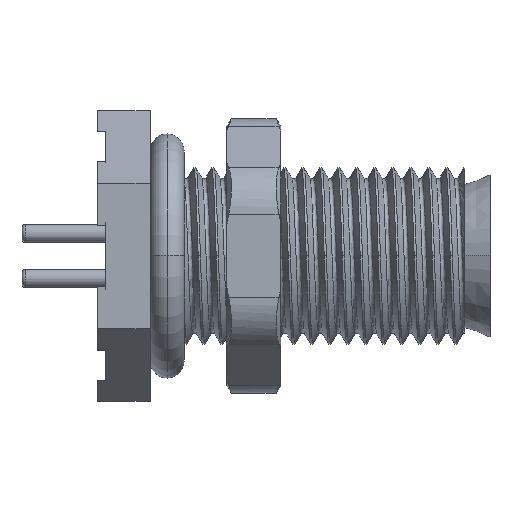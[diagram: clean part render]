
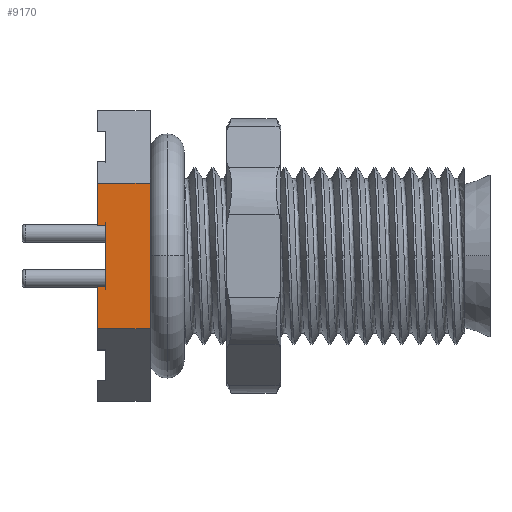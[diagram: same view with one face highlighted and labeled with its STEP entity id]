
A CAD part, top view. The second image highlights one B-rep face of the part: STEP entity #9170.
In plain terms, the highlighted face is planar.
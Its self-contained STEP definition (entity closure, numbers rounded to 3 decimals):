
#4036 = PLANE('',#4037);
#4037 = AXIS2_PLACEMENT_3D('',#4038,#4039,#4040);
#4038 = CARTESIAN_POINT('',(8.74,0.,0.));
#4039 = DIRECTION('',(1.,0.,0.));
#4040 = DIRECTION('',(0.,0.,-1.));
#6040 = PLANE('',#6041);
#6041 = AXIS2_PLACEMENT_3D('',#6042,#6043,#6044);
#6042 = CARTESIAN_POINT('',(9.97,0.,0.));
#6043 = DIRECTION('',(1.,0.,0.));
#6044 = DIRECTION('',(0.,0.,-1.));
#6154 = VERTEX_POINT('',#6155);
#6155 = CARTESIAN_POINT('',(10.2,0.843,-3.5));
#6165 = PLANE('',#6166);
#6166 = AXIS2_PLACEMENT_3D('',#6167,#6168,#6169);
#6167 = CARTESIAN_POINT('',(10.2,0.,0.));
#6168 = DIRECTION('',(1.,0.,0.));
#6169 = DIRECTION('',(0.,0.,-1.));
#6177 = CYLINDRICAL_SURFACE('',#6178,3.6);
#6178 = AXIS2_PLACEMENT_3D('',#6179,#6180,#6181);
#6179 = CARTESIAN_POINT('',(9.97,0.,0.));
#6180 = DIRECTION('',(1.,0.,0.));
#6181 = DIRECTION('',(0.,0.,-1.));
#6189 = EDGE_CURVE('',#6154,#6190,#6192,.T.);
#6190 = VERTEX_POINT('',#6191);
#6191 = CARTESIAN_POINT('',(10.2,2.021,-3.5));
#6192 = SURFACE_CURVE('',#6193,(#6197,#6204),.PCURVE_S1.);
#6193 = LINE('',#6194,#6195);
#6194 = CARTESIAN_POINT('',(10.2,-2.021,-3.5));
#6195 = VECTOR('',#6196,1.);
#6196 = DIRECTION('',(0.,1.,0.));
#6197 = PCURVE('',#6165,#6198);
#6198 = DEFINITIONAL_REPRESENTATION('',(#6199),#6203);
#6199 = LINE('',#6200,#6201);
#6200 = CARTESIAN_POINT('',(3.5,-2.021));
#6201 = VECTOR('',#6202,1.);
#6202 = DIRECTION('',(0.,1.));
#6203 = ( GEOMETRIC_REPRESENTATION_CONTEXT(2) 
PARAMETRIC_REPRESENTATION_CONTEXT() REPRESENTATION_CONTEXT('2D SPACE',''
  ) );
#6204 = PCURVE('',#6205,#6210);
#6205 = PLANE('',#6206);
#6206 = AXIS2_PLACEMENT_3D('',#6207,#6208,#6209);
#6207 = CARTESIAN_POINT('',(8.74,-2.021,-3.5));
#6208 = DIRECTION('',(0.,0.,-1.));
#6209 = DIRECTION('',(0.,1.,0.));
#6210 = DEFINITIONAL_REPRESENTATION('',(#6211),#6215);
#6211 = LINE('',#6212,#6213);
#6212 = CARTESIAN_POINT('',(0.,1.46));
#6213 = VECTOR('',#6214,1.);
#6214 = DIRECTION('',(1.,0.));
#6215 = ( GEOMETRIC_REPRESENTATION_CONTEXT(2) 
PARAMETRIC_REPRESENTATION_CONTEXT() REPRESENTATION_CONTEXT('2D SPACE',''
  ) );
#6231 = PLANE('',#6232);
#6232 = AXIS2_PLACEMENT_3D('',#6233,#6234,#6235);
#6233 = CARTESIAN_POINT('',(8.74,2.021,-3.5));
#6234 = DIRECTION('',(0.,0.866,-0.5));
#6235 = DIRECTION('',(0.,0.5,0.866));
#6583 = PLANE('',#6584);
#6584 = AXIS2_PLACEMENT_3D('',#6585,#6586,#6587);
#6585 = CARTESIAN_POINT('',(8.74,-4.041,0.));
#6586 = DIRECTION('',(0.,-0.866,-0.5));
#6587 = DIRECTION('',(0.,0.5,-0.866));
#8821 = VERTEX_POINT('',#8822);
#8822 = CARTESIAN_POINT('',(10.2,-0.843,-3.5));
#8830 = PLANE('',#8831);
#8831 = AXIS2_PLACEMENT_3D('',#8832,#8833,#8834);
#8832 = CARTESIAN_POINT('',(10.2,0.,0.));
#8833 = DIRECTION('',(1.,0.,0.));
#8834 = DIRECTION('',(0.,0.,-1.));
#8842 = CYLINDRICAL_SURFACE('',#8843,3.6);
#8843 = AXIS2_PLACEMENT_3D('',#8844,#8845,#8846);
#8844 = CARTESIAN_POINT('',(9.97,0.,0.));
#8845 = DIRECTION('',(1.,0.,0.));
#8846 = DIRECTION('',(0.,0.,-1.));
#8855 = VERTEX_POINT('',#8856);
#8856 = CARTESIAN_POINT('',(10.2,-2.021,-3.5));
#8877 = EDGE_CURVE('',#8855,#8821,#8878,.T.);
#8878 = SURFACE_CURVE('',#8879,(#8883,#8890),.PCURVE_S1.);
#8879 = LINE('',#8880,#8881);
#8880 = CARTESIAN_POINT('',(10.2,-2.021,-3.5));
#8881 = VECTOR('',#8882,1.);
#8882 = DIRECTION('',(0.,1.,0.));
#8883 = PCURVE('',#8830,#8884);
#8884 = DEFINITIONAL_REPRESENTATION('',(#8885),#8889);
#8885 = LINE('',#8886,#8887);
#8886 = CARTESIAN_POINT('',(3.5,-2.021));
#8887 = VECTOR('',#8888,1.);
#8888 = DIRECTION('',(0.,1.));
#8889 = ( GEOMETRIC_REPRESENTATION_CONTEXT(2) 
PARAMETRIC_REPRESENTATION_CONTEXT() REPRESENTATION_CONTEXT('2D SPACE',''
  ) );
#8890 = PCURVE('',#6205,#8891);
#8891 = DEFINITIONAL_REPRESENTATION('',(#8892),#8896);
#8892 = LINE('',#8893,#8894);
#8893 = CARTESIAN_POINT('',(0.,1.46));
#8894 = VECTOR('',#8895,1.);
#8895 = DIRECTION('',(1.,0.));
#8896 = ( GEOMETRIC_REPRESENTATION_CONTEXT(2) 
PARAMETRIC_REPRESENTATION_CONTEXT() REPRESENTATION_CONTEXT('2D SPACE',''
  ) );
#8913 = VERTEX_POINT('',#8914);
#8914 = CARTESIAN_POINT('',(8.74,2.021,-3.5));
#8937 = EDGE_CURVE('',#8938,#8913,#8940,.T.);
#8938 = VERTEX_POINT('',#8939);
#8939 = CARTESIAN_POINT('',(8.74,-2.021,-3.5));
#8940 = SURFACE_CURVE('',#8941,(#8945,#8952),.PCURVE_S1.);
#8941 = LINE('',#8942,#8943);
#8942 = CARTESIAN_POINT('',(8.74,-2.021,-3.5));
#8943 = VECTOR('',#8944,1.);
#8944 = DIRECTION('',(0.,1.,0.));
#8945 = PCURVE('',#4036,#8946);
#8946 = DEFINITIONAL_REPRESENTATION('',(#8947),#8951);
#8947 = LINE('',#8948,#8949);
#8948 = CARTESIAN_POINT('',(3.5,-2.021));
#8949 = VECTOR('',#8950,1.);
#8950 = DIRECTION('',(0.,1.));
#8951 = ( GEOMETRIC_REPRESENTATION_CONTEXT(2) 
PARAMETRIC_REPRESENTATION_CONTEXT() REPRESENTATION_CONTEXT('2D SPACE',''
  ) );
#8952 = PCURVE('',#6205,#8953);
#8953 = DEFINITIONAL_REPRESENTATION('',(#8954),#8958);
#8954 = LINE('',#8955,#8956);
#8955 = CARTESIAN_POINT('',(0.,0.));
#8956 = VECTOR('',#8957,1.);
#8957 = DIRECTION('',(1.,0.));
#8958 = ( GEOMETRIC_REPRESENTATION_CONTEXT(2) 
PARAMETRIC_REPRESENTATION_CONTEXT() REPRESENTATION_CONTEXT('2D SPACE',''
  ) );
#9127 = EDGE_CURVE('',#8913,#6190,#9128,.T.);
#9128 = SURFACE_CURVE('',#9129,(#9133,#9140),.PCURVE_S1.);
#9129 = LINE('',#9130,#9131);
#9130 = CARTESIAN_POINT('',(8.74,2.021,-3.5));
#9131 = VECTOR('',#9132,1.);
#9132 = DIRECTION('',(1.,0.,0.));
#9133 = PCURVE('',#6231,#9134);
#9134 = DEFINITIONAL_REPRESENTATION('',(#9135),#9139);
#9135 = LINE('',#9136,#9137);
#9136 = CARTESIAN_POINT('',(0.,0.));
#9137 = VECTOR('',#9138,1.);
#9138 = DIRECTION('',(0.,1.));
#9139 = ( GEOMETRIC_REPRESENTATION_CONTEXT(2) 
PARAMETRIC_REPRESENTATION_CONTEXT() REPRESENTATION_CONTEXT('2D SPACE',''
  ) );
#9140 = PCURVE('',#6205,#9141);
#9141 = DEFINITIONAL_REPRESENTATION('',(#9142),#9146);
#9142 = LINE('',#9143,#9144);
#9143 = CARTESIAN_POINT('',(4.041,0.));
#9144 = VECTOR('',#9145,1.);
#9145 = DIRECTION('',(0.,1.));
#9146 = ( GEOMETRIC_REPRESENTATION_CONTEXT(2) 
PARAMETRIC_REPRESENTATION_CONTEXT() REPRESENTATION_CONTEXT('2D SPACE',''
  ) );
#9170 = ADVANCED_FACE('',(#9171),#6205,.T.);
#9171 = FACE_BOUND('',#9172,.T.);
#9172 = EDGE_LOOP('',(#9173,#9196,#9219,#9240,#9241,#9262,#9263,#9264));
#9173 = ORIENTED_EDGE('',*,*,#9174,.F.);
#9174 = EDGE_CURVE('',#9175,#6154,#9177,.T.);
#9175 = VERTEX_POINT('',#9176);
#9176 = CARTESIAN_POINT('',(9.97,0.843,-3.5));
#9177 = SURFACE_CURVE('',#9178,(#9182,#9189),.PCURVE_S1.);
#9178 = LINE('',#9179,#9180);
#9179 = CARTESIAN_POINT('',(9.97,0.843,-3.5));
#9180 = VECTOR('',#9181,1.);
#9181 = DIRECTION('',(1.,0.,0.));
#9182 = PCURVE('',#6205,#9183);
#9183 = DEFINITIONAL_REPRESENTATION('',(#9184),#9188);
#9184 = LINE('',#9185,#9186);
#9185 = CARTESIAN_POINT('',(2.863,1.23));
#9186 = VECTOR('',#9187,1.);
#9187 = DIRECTION('',(0.,1.));
#9188 = ( GEOMETRIC_REPRESENTATION_CONTEXT(2) 
PARAMETRIC_REPRESENTATION_CONTEXT() REPRESENTATION_CONTEXT('2D SPACE',''
  ) );
#9189 = PCURVE('',#6177,#9190);
#9190 = DEFINITIONAL_REPRESENTATION('',(#9191),#9195);
#9191 = LINE('',#9192,#9193);
#9192 = CARTESIAN_POINT('',(0.236,0.));
#9193 = VECTOR('',#9194,1.);
#9194 = DIRECTION('',(0.,1.));
#9195 = ( GEOMETRIC_REPRESENTATION_CONTEXT(2) 
PARAMETRIC_REPRESENTATION_CONTEXT() REPRESENTATION_CONTEXT('2D SPACE',''
  ) );
#9196 = ORIENTED_EDGE('',*,*,#9197,.T.);
#9197 = EDGE_CURVE('',#9175,#9198,#9200,.T.);
#9198 = VERTEX_POINT('',#9199);
#9199 = CARTESIAN_POINT('',(9.97,-0.843,-3.5));
#9200 = SURFACE_CURVE('',#9201,(#9205,#9212),.PCURVE_S1.);
#9201 = LINE('',#9202,#9203);
#9202 = CARTESIAN_POINT('',(9.97,-2.021,-3.5));
#9203 = VECTOR('',#9204,1.);
#9204 = DIRECTION('',(0.,-1.,0.));
#9205 = PCURVE('',#6205,#9206);
#9206 = DEFINITIONAL_REPRESENTATION('',(#9207),#9211);
#9207 = LINE('',#9208,#9209);
#9208 = CARTESIAN_POINT('',(0.,1.23));
#9209 = VECTOR('',#9210,1.);
#9210 = DIRECTION('',(-1.,0.));
#9211 = ( GEOMETRIC_REPRESENTATION_CONTEXT(2) 
PARAMETRIC_REPRESENTATION_CONTEXT() REPRESENTATION_CONTEXT('2D SPACE',''
  ) );
#9212 = PCURVE('',#6040,#9213);
#9213 = DEFINITIONAL_REPRESENTATION('',(#9214),#9218);
#9214 = LINE('',#9215,#9216);
#9215 = CARTESIAN_POINT('',(3.5,-2.021));
#9216 = VECTOR('',#9217,1.);
#9217 = DIRECTION('',(0.,-1.));
#9218 = ( GEOMETRIC_REPRESENTATION_CONTEXT(2) 
PARAMETRIC_REPRESENTATION_CONTEXT() REPRESENTATION_CONTEXT('2D SPACE',''
  ) );
#9219 = ORIENTED_EDGE('',*,*,#9220,.F.);
#9220 = EDGE_CURVE('',#8821,#9198,#9221,.T.);
#9221 = SURFACE_CURVE('',#9222,(#9226,#9233),.PCURVE_S1.);
#9222 = LINE('',#9223,#9224);
#9223 = CARTESIAN_POINT('',(9.97,-0.843,-3.5));
#9224 = VECTOR('',#9225,1.);
#9225 = DIRECTION('',(-1.,-0.,-0.));
#9226 = PCURVE('',#6205,#9227);
#9227 = DEFINITIONAL_REPRESENTATION('',(#9228),#9232);
#9228 = LINE('',#9229,#9230);
#9229 = CARTESIAN_POINT('',(1.178,1.23));
#9230 = VECTOR('',#9231,1.);
#9231 = DIRECTION('',(0.,-1.));
#9232 = ( GEOMETRIC_REPRESENTATION_CONTEXT(2) 
PARAMETRIC_REPRESENTATION_CONTEXT() REPRESENTATION_CONTEXT('2D SPACE',''
  ) );
#9233 = PCURVE('',#8842,#9234);
#9234 = DEFINITIONAL_REPRESENTATION('',(#9235),#9239);
#9235 = LINE('',#9236,#9237);
#9236 = CARTESIAN_POINT('',(6.047,0.));
#9237 = VECTOR('',#9238,1.);
#9238 = DIRECTION('',(0.,-1.));
#9239 = ( GEOMETRIC_REPRESENTATION_CONTEXT(2) 
PARAMETRIC_REPRESENTATION_CONTEXT() REPRESENTATION_CONTEXT('2D SPACE',''
  ) );
#9240 = ORIENTED_EDGE('',*,*,#8877,.F.);
#9241 = ORIENTED_EDGE('',*,*,#9242,.F.);
#9242 = EDGE_CURVE('',#8938,#8855,#9243,.T.);
#9243 = SURFACE_CURVE('',#9244,(#9248,#9255),.PCURVE_S1.);
#9244 = LINE('',#9245,#9246);
#9245 = CARTESIAN_POINT('',(8.74,-2.021,-3.5));
#9246 = VECTOR('',#9247,1.);
#9247 = DIRECTION('',(1.,0.,0.));
#9248 = PCURVE('',#6205,#9249);
#9249 = DEFINITIONAL_REPRESENTATION('',(#9250),#9254);
#9250 = LINE('',#9251,#9252);
#9251 = CARTESIAN_POINT('',(0.,0.));
#9252 = VECTOR('',#9253,1.);
#9253 = DIRECTION('',(0.,1.));
#9254 = ( GEOMETRIC_REPRESENTATION_CONTEXT(2) 
PARAMETRIC_REPRESENTATION_CONTEXT() REPRESENTATION_CONTEXT('2D SPACE',''
  ) );
#9255 = PCURVE('',#6583,#9256);
#9256 = DEFINITIONAL_REPRESENTATION('',(#9257),#9261);
#9257 = LINE('',#9258,#9259);
#9258 = CARTESIAN_POINT('',(4.041,0.));
#9259 = VECTOR('',#9260,1.);
#9260 = DIRECTION('',(0.,1.));
#9261 = ( GEOMETRIC_REPRESENTATION_CONTEXT(2) 
PARAMETRIC_REPRESENTATION_CONTEXT() REPRESENTATION_CONTEXT('2D SPACE',''
  ) );
#9262 = ORIENTED_EDGE('',*,*,#8937,.T.);
#9263 = ORIENTED_EDGE('',*,*,#9127,.T.);
#9264 = ORIENTED_EDGE('',*,*,#6189,.F.);
